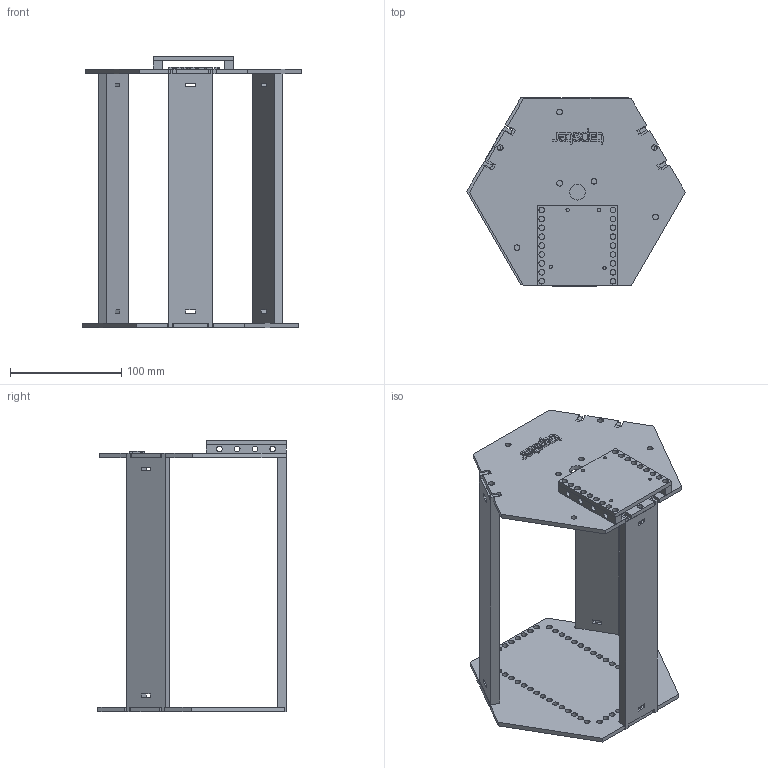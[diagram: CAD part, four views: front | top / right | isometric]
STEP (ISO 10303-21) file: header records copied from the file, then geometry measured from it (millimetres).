
FILE_DESCRIPTION(/* description */ (''),/* implementation_level */ '2;1');
FILE_NAME(/* name */ 'Assembly v3.step',/* time_stamp */ '2021-12-25T20:19:02-05:00',/* author */ (''),/* organization */ (''),/* preprocessor_version */ 'ST-DEVELOPER v18.1',/* originating_system */ 'Autodesk Translation Framework v10.10.0.1391',/* authorisation */ '');
FILE_SCHEMA (('AUTOMOTIVE_DESIGN { 1 0 10303 214 3 1 1 }'));
Length unit declared in the file: millimetre
Products named in the file (7): Assembly Test 2; base; base_1; side; top; arduino-plate; beam-9x1
Assembly tree (9 placements, depth 3):
  Assembly Test 2
    base
      base_1
    side  x3
    top
    arduino-plate
    beam-9x1  x2
Bounding box: 196.49 x 169.21 x 244.37 mm (x, y, z)
Volume: 424514 mm3; surface area: 192153.4 mm2
Topology: 8 solids, 8 shells, 385 faces, 1059 edges, 706 vertices
Faces by surface type: plane 225, cylinder 148, cone 10, bspline 2
Full cylindrical faces by diameter (mm): 3 x4, 5.1 x49, 5.2 x55, 5.3 x12, 14 x1
Entity records: 11271 total; most frequent: CARTESIAN_POINT 2372, DIRECTION 1776, ORIENTED_EDGE 1752, EDGE_CURVE 876, AXIS2_PLACEMENT_3D 603, VERTEX_POINT 584, LINE 570, VECTOR 570
